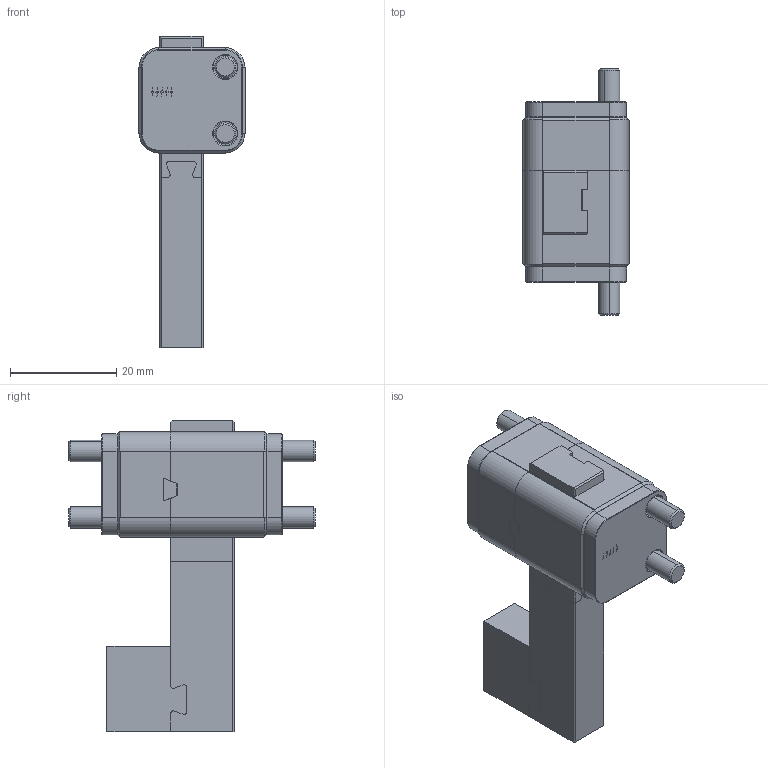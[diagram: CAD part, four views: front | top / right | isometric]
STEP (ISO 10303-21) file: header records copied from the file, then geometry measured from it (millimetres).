
FILE_DESCRIPTION (( 'STEP AP214' ), '1' );
FILE_NAME ('UU081220.STEP', '2016-04-01T14:12:40', ( '' ), ( '' ), 'SwSTEP 2.0', 'SolidWorks 2015', '' );
FILE_SCHEMA (( 'AUTOMOTIVE_DESIGN' ));
Length unit declared in the file: millimetre
Products named in the file (14): 1TOA-M4X27; 8SU080319; 1TOA-M4X19; 8UI081216; 7UU083200; 7UU081200; 8SU082020; 9GU102020; 3MUELLE-7TO-M6-1; UU081220; 1BOLAØ3,5; 7TO-M6x9; 9GU102020-2; 9GU102020-1
Assembly tree (16 placements, depth 3):
  UU081220
    8SU082020
    9GU102020
      9GU102020-1
      9GU102020-2
    3MUELLE-7TO-M6-1
    1TOA-M4X19  x2
    1TOA-M4X27  x2
    1BOLAØ3,5
    7TO-M6x9
    7UU081200
    7UU083200
    8UI081216
    8SU080319  x2
Bounding box: 20 x 46.4 x 58.5 mm (x, y, z)
Volume: 17849.5 mm3; surface area: 12849.8 mm2
Topology: 15 solids, 15 shells, 514 faces, 1250 edges, 782 vertices
Faces by surface type: plane 227, cylinder 168, cone 97, torus 18, bspline 2, sphere 2
Entity records: 14860 total; most frequent: CARTESIAN_POINT 3665, DIRECTION 2312, ORIENTED_EDGE 2118, EDGE_CURVE 1059, AXIS2_PLACEMENT_3D 830, VERTEX_POINT 671, LINE 652, VECTOR 652
